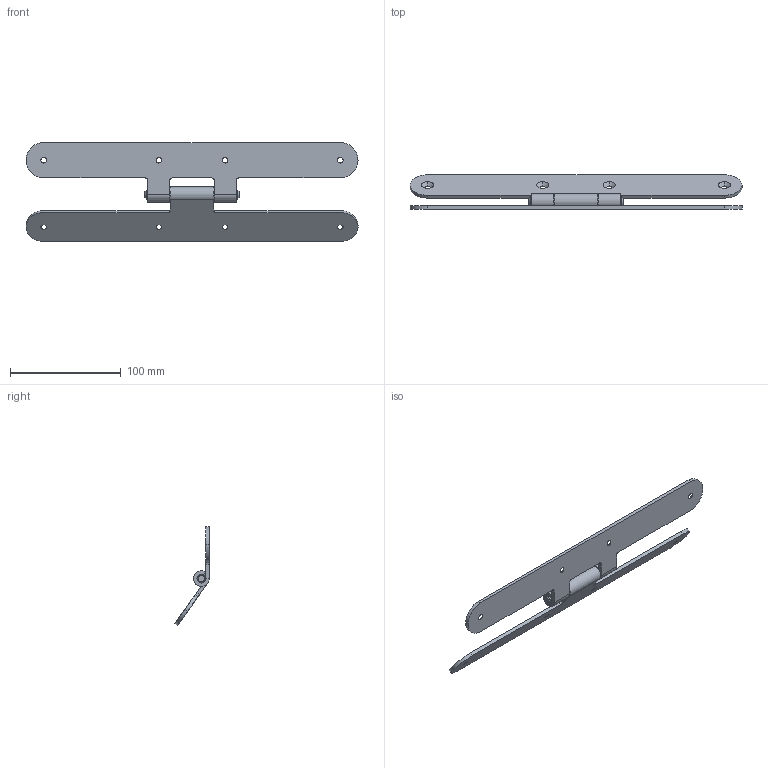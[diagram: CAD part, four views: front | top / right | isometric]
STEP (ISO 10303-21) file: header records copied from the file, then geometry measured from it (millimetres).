
FILE_DESCRIPTION (( 'STEP AP203' ), '1' );
FILE_NAME ('Assem1.STEP', '2019-06-26T11:07:53', ( '' ), ( '' ), 'SwSTEP 2.0', 'SolidWorks 2019', '' );
FILE_SCHEMA (( 'CONFIG_CONTROL_DESIGN' ));
Length unit declared in the file: millimetre
Products named in the file (4): Part2; Assem1; Part3; Part4
Assembly tree (3 placements, depth 2):
  Assem1
    Part2
    Part3
    Part4
Bounding box: 300 x 31.03 x 89.33 mm (x, y, z)
Volume: 69663.7 mm3; surface area: 51183.9 mm2
Topology: 3 solids, 3 shells, 70 faces, 176 edges, 112 vertices
Faces by surface type: plane 28, cylinder 22, cone 20
Entity records: 2558 total; most frequent: DIRECTION 408, CARTESIAN_POINT 364, ORIENTED_EDGE 352, EDGE_CURVE 176, AXIS2_PLACEMENT_3D 156, VERTEX_POINT 112, VECTOR 96, LINE 96
